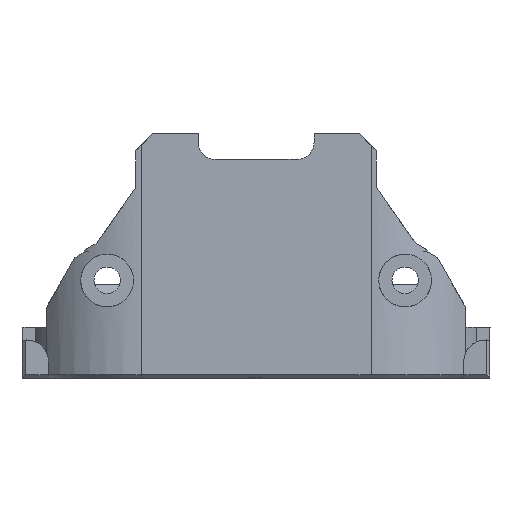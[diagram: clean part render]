
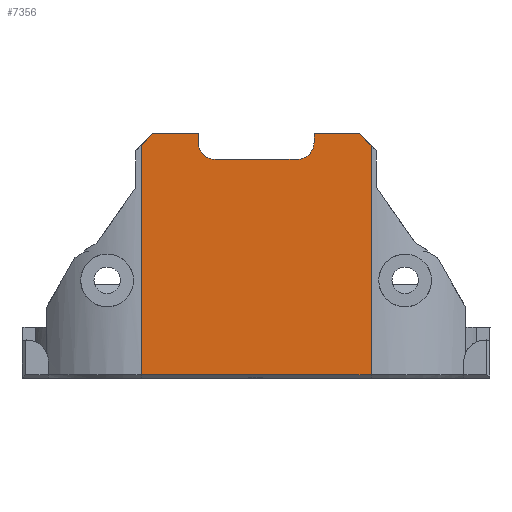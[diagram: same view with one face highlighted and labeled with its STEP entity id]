
A CAD part, front view. The second image highlights one B-rep face of the part: STEP entity #7356.
In plain terms, the highlighted planar face has unit normal (0, -1, 0).
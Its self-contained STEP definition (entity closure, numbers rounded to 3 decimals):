
#392=PLANE('',#7873);
#753=FACE_OUTER_BOUND('',#1177,.T.);
#1177=EDGE_LOOP('',(#6422,#6423,#6424,#6425,#6426,#6427,#6428,#6429,#6430,
#6431,#6432,#6433));
#1597=LINE('',#10740,#2472);
#2033=LINE('',#11922,#2908);
#2036=LINE('',#11933,#2911);
#2042=LINE('',#11946,#2917);
#2053=LINE('',#11969,#2928);
#2057=LINE('',#11977,#2932);
#2058=LINE('',#11978,#2933);
#2059=LINE('',#11980,#2934);
#2060=LINE('',#11981,#2935);
#2061=LINE('',#11982,#2936);
#2472=VECTOR('',#8564,10.);
#2908=VECTOR('',#9506,10.);
#2911=VECTOR('',#9517,10.);
#2917=VECTOR('',#9525,10.);
#2928=VECTOR('',#9544,10.);
#2932=VECTOR('',#9550,10.);
#2933=VECTOR('',#9551,10.);
#2934=VECTOR('',#9552,10.);
#2935=VECTOR('',#9553,10.);
#2936=VECTOR('',#9554,10.);
#3120=CIRCLE('',#7862,2.);
#3122=CIRCLE('',#7866,2.);
#3436=VERTEX_POINT('',#10723);
#3443=VERTEX_POINT('',#10738);
#3747=VERTEX_POINT('',#11911);
#3748=VERTEX_POINT('',#11913);
#3750=VERTEX_POINT('',#11920);
#3753=VERTEX_POINT('',#11927);
#3754=VERTEX_POINT('',#11929);
#3759=VERTEX_POINT('',#11944);
#3760=VERTEX_POINT('',#11945);
#3768=VERTEX_POINT('',#11967);
#3771=VERTEX_POINT('',#11976);
#3772=VERTEX_POINT('',#11979);
#4191=EDGE_CURVE('',#3436,#3443,#1597,.T.);
#4689=EDGE_CURVE('',#3747,#3748,#3120,.T.);
#4694=EDGE_CURVE('',#3747,#3750,#2033,.F.);
#4697=EDGE_CURVE('',#3753,#3754,#3122,.T.);
#4699=EDGE_CURVE('',#3748,#3753,#2036,.T.);
#4705=EDGE_CURVE('',#3759,#3760,#2042,.T.);
#4717=EDGE_CURVE('',#3768,#3443,#2053,.T.);
#4721=EDGE_CURVE('',#3771,#3759,#2057,.T.);
#4722=EDGE_CURVE('',#3436,#3771,#2058,.T.);
#4723=EDGE_CURVE('',#3772,#3768,#2059,.T.);
#4724=EDGE_CURVE('',#3772,#3754,#2060,.F.);
#4725=EDGE_CURVE('',#3760,#3750,#2061,.T.);
#6422=ORIENTED_EDGE('',*,*,#4705,.F.);
#6423=ORIENTED_EDGE('',*,*,#4721,.F.);
#6424=ORIENTED_EDGE('',*,*,#4722,.F.);
#6425=ORIENTED_EDGE('',*,*,#4191,.T.);
#6426=ORIENTED_EDGE('',*,*,#4717,.F.);
#6427=ORIENTED_EDGE('',*,*,#4723,.F.);
#6428=ORIENTED_EDGE('',*,*,#4724,.T.);
#6429=ORIENTED_EDGE('',*,*,#4697,.F.);
#6430=ORIENTED_EDGE('',*,*,#4699,.F.);
#6431=ORIENTED_EDGE('',*,*,#4689,.F.);
#6432=ORIENTED_EDGE('',*,*,#4694,.T.);
#6433=ORIENTED_EDGE('',*,*,#4725,.F.);
#7356=ADVANCED_FACE('',(#753),#392,.T.);
#7862=AXIS2_PLACEMENT_3D('',#11914,#9498,#9499);
#7866=AXIS2_PLACEMENT_3D('',#11930,#9512,#9513);
#7873=AXIS2_PLACEMENT_3D('',#11975,#9548,#9549);
#8564=DIRECTION('',(0.,0.,1.));
#9498=DIRECTION('center_axis',(0.,-1.,0.));
#9499=DIRECTION('ref_axis',(-0.707,0.,-0.707));
#9506=DIRECTION('',(0.,0.,-1.));
#9512=DIRECTION('center_axis',(0.,-1.,0.));
#9513=DIRECTION('ref_axis',(0.707,0.,-0.707));
#9517=DIRECTION('',(1.,0.,0.));
#9525=DIRECTION('',(0.707,0.,0.707));
#9544=DIRECTION('',(0.707,0.,-0.707));
#9548=DIRECTION('center_axis',(0.,-1.,0.));
#9549=DIRECTION('ref_axis',(1.,0.,0.));
#9550=DIRECTION('',(0.,0.,1.));
#9551=DIRECTION('',(-1.,0.,0.));
#9552=DIRECTION('',(1.,0.,0.));
#9553=DIRECTION('',(0.,0.,1.));
#9554=DIRECTION('',(1.,0.,0.));
#10723=CARTESIAN_POINT('',(13.5,-151.704,82.312));
#10738=CARTESIAN_POINT('',(13.5,-151.704,109.276));
#10740=CARTESIAN_POINT('',(13.5,-151.704,76.912));
#11911=CARTESIAN_POINT('',(-6.812,-151.704,109.63));
#11913=CARTESIAN_POINT('',(-4.812,-151.704,107.63));
#11914=CARTESIAN_POINT('Origin',(-4.812,-151.704,109.63));
#11920=CARTESIAN_POINT('',(-6.812,-151.704,110.636));
#11922=CARTESIAN_POINT('',(-6.812,-151.704,90.6));
#11927=CARTESIAN_POINT('',(4.812,-151.704,107.63));
#11929=CARTESIAN_POINT('',(6.812,-151.704,109.63));
#11930=CARTESIAN_POINT('Origin',(4.812,-151.704,109.63));
#11933=CARTESIAN_POINT('',(-12.041,-151.704,107.63));
#11944=CARTESIAN_POINT('',(-13.5,-151.704,109.276));
#11945=CARTESIAN_POINT('',(-12.14,-151.704,110.636));
#11946=CARTESIAN_POINT('',(-21.411,-151.704,101.365));
#11967=CARTESIAN_POINT('',(12.139,-151.704,110.636));
#11969=CARTESIAN_POINT('',(14.66,-151.704,108.115));
#11975=CARTESIAN_POINT('Origin',(-13.5,-151.704,76.912));
#11976=CARTESIAN_POINT('',(-13.5,-151.704,82.312));
#11977=CARTESIAN_POINT('',(-13.5,-151.704,76.912));
#11978=CARTESIAN_POINT('',(-12.041,-151.704,82.312));
#11979=CARTESIAN_POINT('',(6.812,-151.704,110.636));
#11980=CARTESIAN_POINT('',(-6.75,-151.704,110.636));
#11981=CARTESIAN_POINT('',(6.812,-151.704,90.6));
#11982=CARTESIAN_POINT('',(-6.75,-151.704,110.636));
